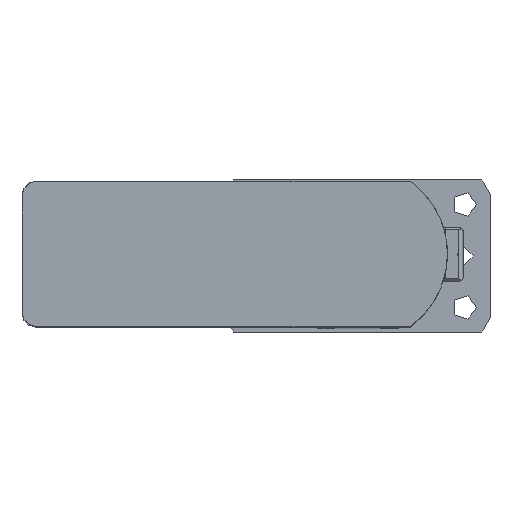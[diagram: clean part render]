
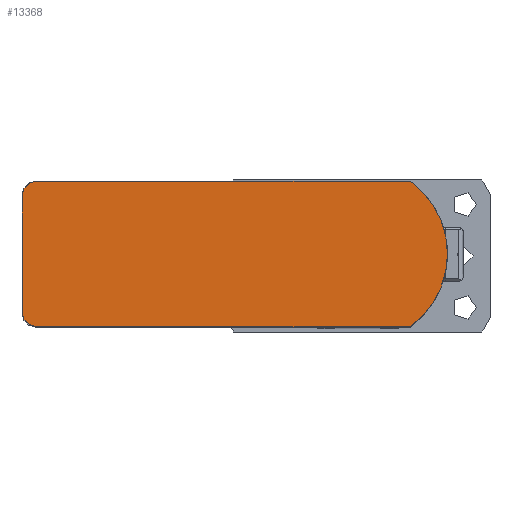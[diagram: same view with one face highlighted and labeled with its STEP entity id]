
A CAD part, top view. The second image highlights one B-rep face of the part: STEP entity #13368.
In plain terms, the highlighted planar face has unit normal (0, 0, 1).
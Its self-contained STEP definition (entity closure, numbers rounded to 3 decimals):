
#1050=LINE('',#25149,#1985);
#1051=LINE('',#25153,#1986);
#1052=LINE('',#25157,#1987);
#1985=VECTOR('',#18282,166.718);
#1986=VECTOR('',#18285,51.8);
#1987=VECTOR('',#18288,166.718);
#2605=PLANE('',#14735);
#3523=FACE_OUTER_BOUND('',#4465,.T.);
#4465=EDGE_LOOP('',(#11239,#11240,#11241,#11242,#11243,#11244));
#5147=CIRCLE('',#14736,6.6);
#5148=CIRCLE('',#14737,6.6);
#5149=CIRCLE('',#14738,40.);
#6272=VERTEX_POINT('',#25147);
#6273=VERTEX_POINT('',#25148);
#6274=VERTEX_POINT('',#25150);
#6275=VERTEX_POINT('',#25152);
#6276=VERTEX_POINT('',#25154);
#6277=VERTEX_POINT('',#25156);
#7963=EDGE_CURVE('',#6272,#6273,#1050,.T.);
#7964=EDGE_CURVE('',#6273,#6274,#5147,.T.);
#7965=EDGE_CURVE('',#6274,#6275,#1051,.T.);
#7966=EDGE_CURVE('',#6275,#6276,#5148,.T.);
#7967=EDGE_CURVE('',#6276,#6277,#1052,.T.);
#7968=EDGE_CURVE('',#6277,#6272,#5149,.T.);
#11239=ORIENTED_EDGE('',*,*,#7963,.T.);
#11240=ORIENTED_EDGE('',*,*,#7964,.T.);
#11241=ORIENTED_EDGE('',*,*,#7965,.T.);
#11242=ORIENTED_EDGE('',*,*,#7966,.T.);
#11243=ORIENTED_EDGE('',*,*,#7967,.T.);
#11244=ORIENTED_EDGE('',*,*,#7968,.T.);
#13368=ADVANCED_FACE('',(#3523),#2605,.T.);
#14735=AXIS2_PLACEMENT_3D('',#25146,#18280,#18281);
#14736=AXIS2_PLACEMENT_3D('',#25151,#18283,#18284);
#14737=AXIS2_PLACEMENT_3D('',#25155,#18286,#18287);
#14738=AXIS2_PLACEMENT_3D('',#25158,#18289,#18290);
#18280=DIRECTION('center_axis',(0.,0.,1.));
#18281=DIRECTION('ref_axis',(1.,0.,0.));
#18282=DIRECTION('',(-1.,0.,0.));
#18283=DIRECTION('center_axis',(0.,0.,1.));
#18284=DIRECTION('ref_axis',(0.,1.,0.));
#18285=DIRECTION('',(0.,-1.,0.));
#18286=DIRECTION('center_axis',(0.,0.,1.));
#18287=DIRECTION('ref_axis',(-1.,0.,0.));
#18288=DIRECTION('',(1.,0.,0.));
#18289=DIRECTION('center_axis',(0.,0.,1.));
#18290=DIRECTION('ref_axis',(0.583,-0.813,0.));
#25146=CARTESIAN_POINT('Origin',(-61.472,0.,
570.));
#25147=CARTESIAN_POINT('',(23.318,32.5,570.));
#25148=CARTESIAN_POINT('',(-143.4,32.5,570.));
#25149=CARTESIAN_POINT('',(23.318,32.5,570.));
#25150=CARTESIAN_POINT('',(-150.,25.9,570.));
#25151=CARTESIAN_POINT('Origin',(-143.4,25.9,570.));
#25152=CARTESIAN_POINT('',(-150.,-25.9,570.));
#25153=CARTESIAN_POINT('',(-150.,25.9,570.));
#25154=CARTESIAN_POINT('',(-143.4,-32.5,570.));
#25155=CARTESIAN_POINT('Origin',(-143.4,-25.9,570.));
#25156=CARTESIAN_POINT('',(23.318,-32.5,570.));
#25157=CARTESIAN_POINT('',(-143.4,-32.5,570.));
#25158=CARTESIAN_POINT('Origin',(0.,0.,
570.));
